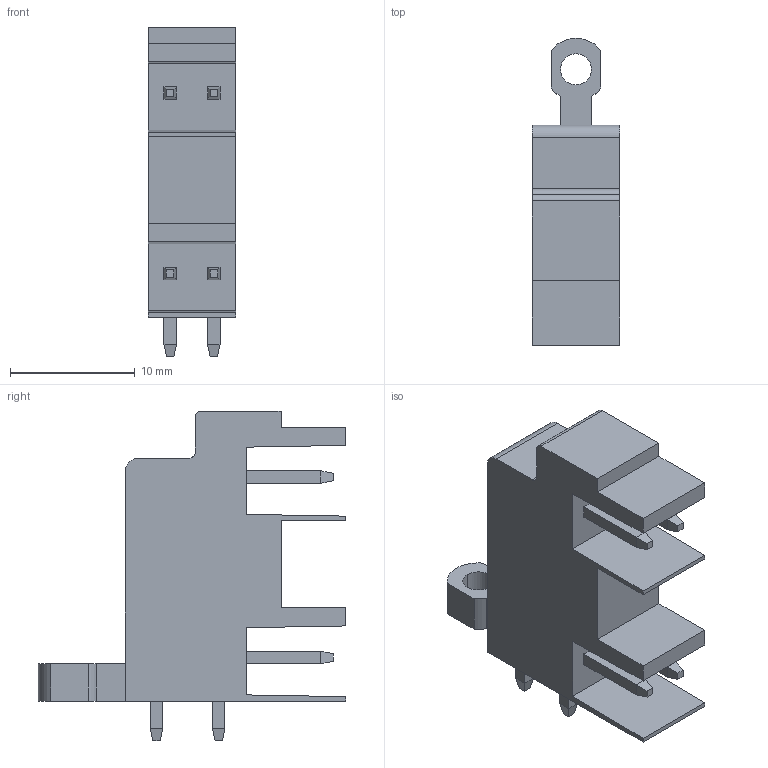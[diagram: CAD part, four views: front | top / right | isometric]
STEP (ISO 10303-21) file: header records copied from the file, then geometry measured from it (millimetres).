
FILE_DESCRIPTION(('CATIA V5 STEP Exchange','CAx-IF Rec.Pracs.--- Model Styling and Organization---1.2---2011-12-15'),'2;1');
FILE_NAME ('D1453926_0_1633350000_1633350000.stp','2018-11-03T07:58:16+00:00',('none'),('Weidmueller'),'CATIA Version 5-6 Release 2014','CATIA V5 STEP AP214','none');
FILE_SCHEMA(('AUTOMOTIVE_DESIGN { 1 0 10303 214 1 1 1 1 }'));
Length unit declared in the file: millimetre
Products named in the file (1): 1633350000
Bounding box: 7 x 24.7 x 26.5 mm (x, y, z)
Volume: 1905.7 mm3; surface area: 2129.7 mm2
Topology: 5 solids, 5 shells, 124 faces, 310 edges, 196 vertices
Faces by surface type: plane 115, cylinder 9
Entity records: 3400 total; most frequent: CARTESIAN_POINT 620, ORIENTED_EDGE 620, DIRECTION 440, EDGE_CURVE 310, VECTOR 260, LINE 260, VERTEX_POINT 196, EDGE_LOOP 134
